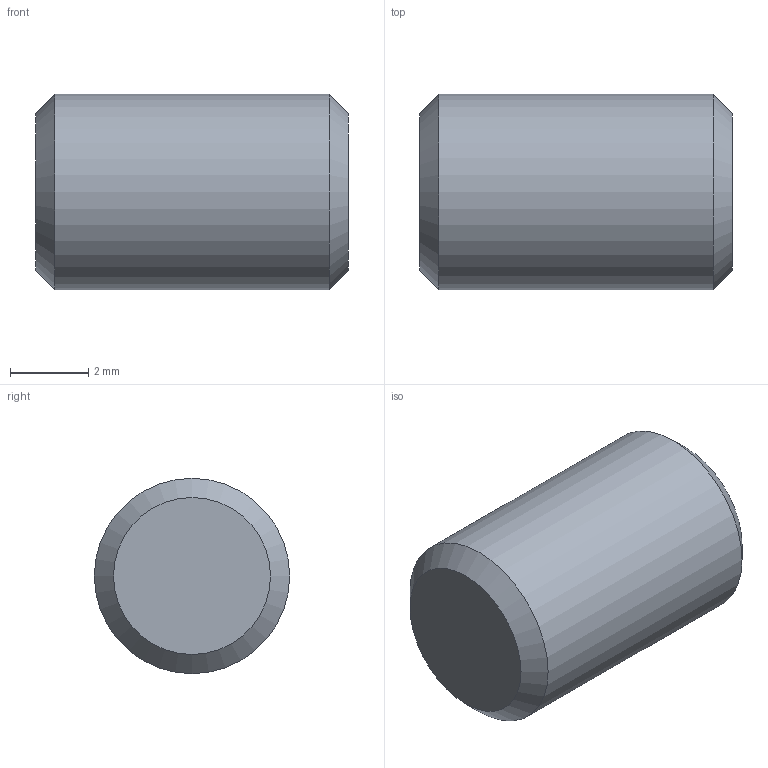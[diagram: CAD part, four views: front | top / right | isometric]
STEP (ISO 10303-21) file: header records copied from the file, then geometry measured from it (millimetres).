
FILE_DESCRIPTION(/* description */ ('Hexagon socket set screws with flat point'),/* implementation_level */ '2;1');
FILE_NAME(/* name */ 'ISO 4026 - M5 x 8 - ISO.ipt.step',/* time_stamp */ '2022-11-29T08:36:16+01:00',/* author */ ('Prakash Lab'),/* organization */ (''),/* preprocessor_version */ 'ST-DEVELOPER v18.1',/* originating_system */ 'Autodesk Inventor 2022',/* authorisation */ '');
FILE_SCHEMA (('AUTOMOTIVE_DESIGN { 1 0 10303 214 3 1 1 }'));
Length unit declared in the file: millimetre
Products named in the file (1): ISO 4026 - M5 x 8
Bounding box: 8 x 5 x 5 mm (x, y, z)
Volume: 135.5 mm3; surface area: 182.7 mm2
Topology: 1 solids, 1 shells, 12 faces, 30 edges, 20 vertices
Faces by surface type: plane 8, cone 3, cylinder 1
Full cylindrical faces by diameter (mm): 5 x1
Entity records: 389 total; most frequent: CARTESIAN_POINT 76, ORIENTED_EDGE 58, DIRECTION 54, EDGE_CURVE 29, VERTEX_POINT 20, AXIS2_PLACEMENT_3D 19, LINE 16, VECTOR 16
